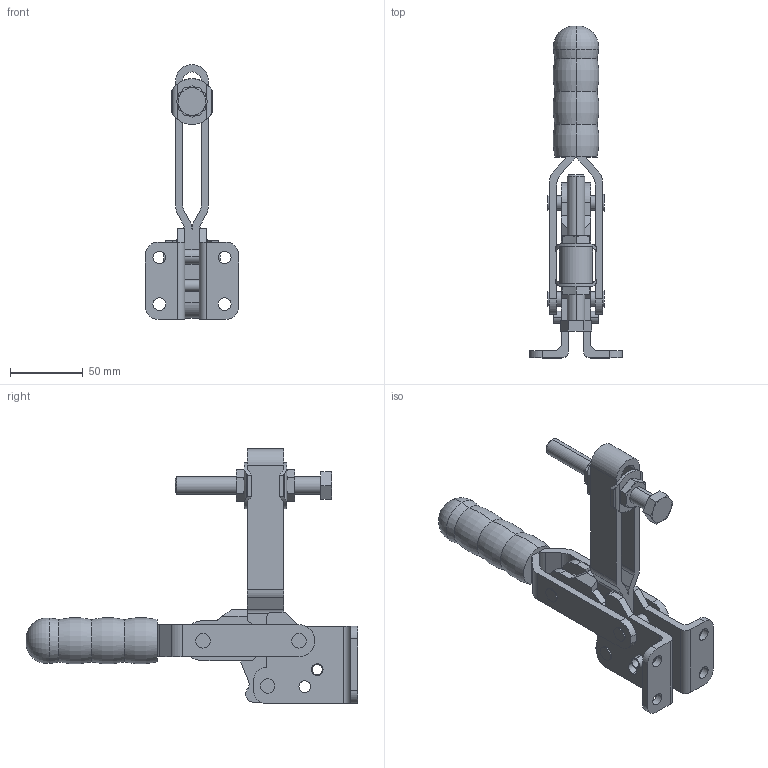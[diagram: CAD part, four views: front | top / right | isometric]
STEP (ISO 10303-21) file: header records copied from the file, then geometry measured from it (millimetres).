
FILE_DESCRIPTION( ( '' ), '1' );
FILE_NAME( 'K0058.0450GESCHLOSSEN_8.stp', '2012-10-29T15:34:48', ( '' ), ( '' ), ' ', ' ', ' ' );
FILE_SCHEMA( ( 'CONFIG_CONTROL_DESIGN' ) );
Length unit declared in the file: millimetre
Products named in the file (10): 1; 2; 3; 4; 5; 6; 7; 8; 9; 10
Bounding box: 64 x 228 x 175 mm (x, y, z)
Volume: 218834.4 mm3; surface area: 83845.9 mm2
Topology: 10 solids, 10 shells, 306 faces, 760 edges, 491 vertices
Faces by surface type: plane 132, cylinder 120, cone 44, torus 10
Entity records: 9665 total; most frequent: CARTESIAN_POINT 1759, DIRECTION 1645, ORIENTED_EDGE 1520, EDGE_CURVE 760, AXIS2_PLACEMENT_3D 637, VERTEX_POINT 491, LINE 371, VECTOR 371
